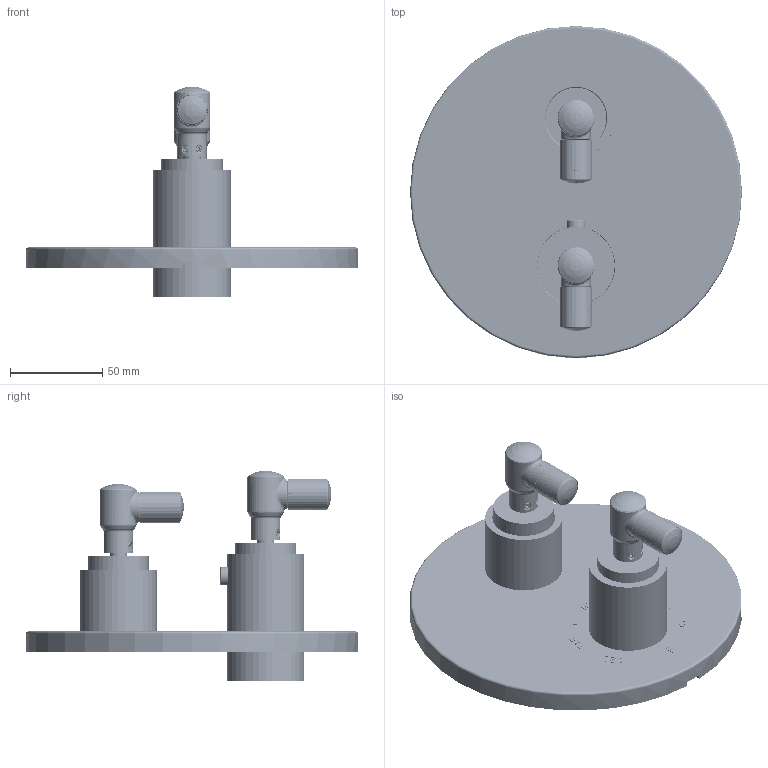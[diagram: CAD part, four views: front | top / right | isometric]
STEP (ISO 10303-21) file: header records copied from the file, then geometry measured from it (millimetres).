
FILE_DESCRIPTION((''),'2;1');
FILE_NAME('3-3253TR_ASM','2019-11-08T13:02:51',('rsmith'),(''),'CREO PARAMETRIC BY PTC INC, 2018400','CREO PARAMETRIC BY PTC INC, 2018400','');
FILE_SCHEMA(('CONFIG_CONTROL_DESIGN'));
Length unit declared in the file: inch
Products named in the file (23): 12347_AF0; H-78_2_FEET_AF0; 91678; 20-116_AF0_ASM; 12368; 91249; 91764; 2-996_ASM; 91308; 12348; 12345_AF0; 12354; 12353; 92137; 91246; 92849; 2-998_ASM; 92113; 13194; 13157; 92000; 20-459_ASM; 3-3253TR_ASM
Assembly tree (25 placements, depth 3):
  3-3253TR_ASM
    20-116_AF0_ASM
      12347_AF0
      H-78_2_FEET_AF0
      91678
    2-996_ASM
      12368
      91249
      91764
    91308
    12348
    12345_AF0
    2-998_ASM
      12354
      12353
      92137
      91246
      92849
    92113  x2
    20-459_ASM  x2
      13194
      13157
      92000
Bounding box: 180.09 x 180.09 x 114.1 mm (x, y, z)
Volume: 154899.7 mm3; surface area: 239044.7 mm2
Topology: 24 solids, 117 shells, 6966 faces, 16054 edges, 9271 vertices
Faces by surface type: bspline 4104, cylinder 1639, plane 728, extrusion 180, cone 177, torus 106, sphere 28, revolution 4
Entity records: 206529 total; most frequent: CARTESIAN_POINT 133627, ORIENTED_EDGE 18407, EDGE_CURVE 9461, DIRECTION 7965, B_SPLINE_CURVE_WITH_KNOTS 6692, VERTEX_POINT 5609, EDGE_LOOP 4142, FACE_OUTER_BOUND 4006
